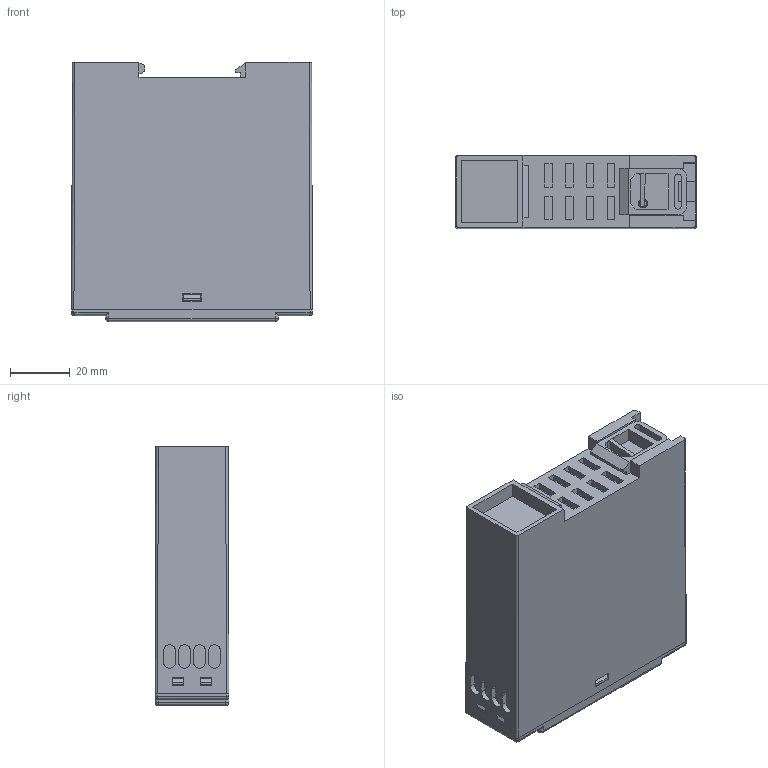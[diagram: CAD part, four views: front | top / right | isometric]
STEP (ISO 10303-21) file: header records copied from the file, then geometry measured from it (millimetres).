
FILE_DESCRIPTION (( 'STEP AP214' ), '1' );
FILE_NAME ('29XJ9.STEP', '2025-04-12T00:13:37', ( '' ), ( 'Microsoft' ), 'SwSTEP 2.0', 'SolidWorks 2014', '' );
FILE_SCHEMA (( 'AUTOMOTIVE_DESIGN' ));
Length unit declared in the file: millimetre
Products named in the file (6): PRT0001; ADMI06FF1B75_ASM; 0015767; 009487; 00; 29XJ9
Assembly tree (5 placements, depth 3):
  29XJ9
    ADMI06FF1B75_ASM
      00
      009487
      0015767
    PRT0001
Bounding box: 80.9 x 24.8 x 87 mm (x, y, z)
Volume: 64061.4 mm3; surface area: 52524.2 mm2
Topology: 4 solids, 4 shells, 391 faces, 1106 edges, 718 vertices
Faces by surface type: plane 275, cylinder 88, bspline 24, cone 4
Entity records: 19254 total; most frequent: CARTESIAN_POINT 4832, ORIENTED_EDGE 2180, DIRECTION 1842, EDGE_CURVE 1090, VECTOR 858, LINE 858, VERTEX_POINT 714, AXIS2_PLACEMENT_3D 492
